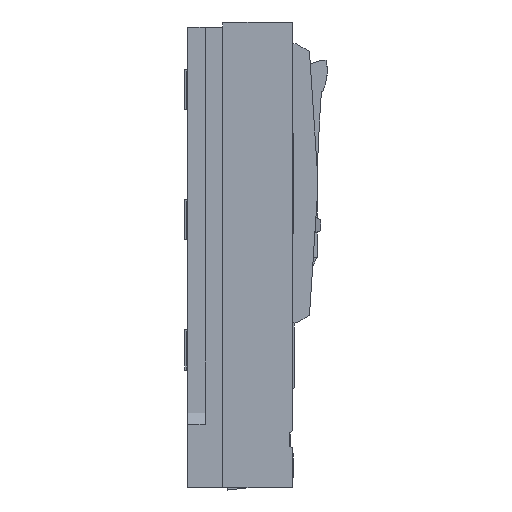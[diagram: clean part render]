
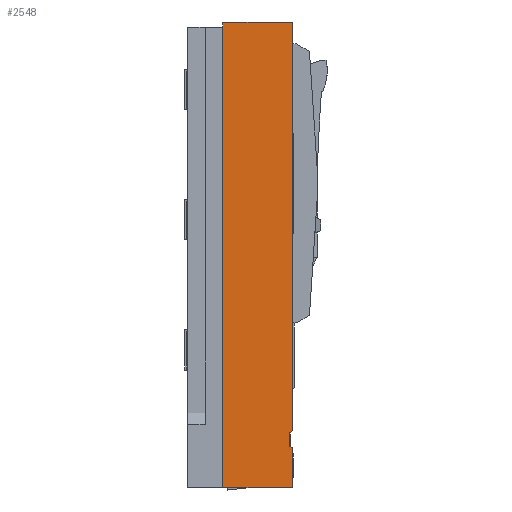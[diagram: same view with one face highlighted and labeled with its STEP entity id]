
A CAD part, left-side view. The second image highlights one B-rep face of the part: STEP entity #2548.
In plain terms, the highlighted planar face has unit normal (-1, 0, 0).
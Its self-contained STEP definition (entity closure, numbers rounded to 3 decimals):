
#2548=ADVANCED_FACE('802874_L03_Leistendeckel D-SL10/3x3',(#3821),#3272,
 .F.);
#3272=PLANE('',#16055);
#3821=FACE_OUTER_BOUND('',#4488,.T.);
#4488=EDGE_LOOP('',(#5516,#5517,#5518,#5519,#5520,#5521,#5522,#5523,#5524));
#5516=ORIENTED_EDGE('',*,*,#11052,.F.);
#5517=ORIENTED_EDGE('',*,*,#11049,.T.);
#5518=ORIENTED_EDGE('',*,*,#11046,.T.);
#5519=ORIENTED_EDGE('',*,*,#11043,.T.);
#5520=ORIENTED_EDGE('',*,*,#11039,.F.);
#5521=ORIENTED_EDGE('',*,*,#11033,.T.);
#5522=ORIENTED_EDGE('',*,*,#11031,.F.);
#5523=ORIENTED_EDGE('',*,*,#10951,.T.);
#5524=ORIENTED_EDGE('',*,*,#11053,.F.);
#9538=VERTEX_POINT('',#20725);
#9540=VERTEX_POINT('',#20728);
#9605=VERTEX_POINT('',#20888);
#9606=VERTEX_POINT('',#20892);
#9609=VERTEX_POINT('',#20902);
#9612=VERTEX_POINT('',#20910);
#9614=VERTEX_POINT('',#20916);
#9616=VERTEX_POINT('',#20922);
#9617=VERTEX_POINT('',#20927);
#10951=EDGE_CURVE('',#9540,#9538,#13047,.T.);
#11031=EDGE_CURVE('',#9540,#9605,#13125,.T.);
#11033=EDGE_CURVE('',#9606,#9605,#13127,.T.);
#11039=EDGE_CURVE('',#9606,#9609,#13133,.T.);
#11043=EDGE_CURVE('',#9612,#9609,#13137,.T.);
#11046=EDGE_CURVE('',#9614,#9612,#13140,.T.);
#11049=EDGE_CURVE('',#9616,#9614,#13143,.T.);
#11052=EDGE_CURVE('',#9616,#9617,#13146,.T.);
#11053=EDGE_CURVE('',#9617,#9538,#13147,.T.);
#13047=LINE('',#20727,#14563);
#13125=LINE('',#20887,#14641);
#13127=LINE('',#20891,#14643);
#13133=LINE('',#20901,#14649);
#13137=LINE('',#20909,#14653);
#13140=LINE('',#20915,#14656);
#13143=LINE('',#20921,#14659);
#13146=LINE('',#20926,#14662);
#13147=LINE('',#20928,#14663);
#14563=VECTOR('',#17134,1.);
#14641=VECTOR('',#17246,1.);
#14643=VECTOR('',#17250,1.);
#14649=VECTOR('',#17258,1.);
#14653=VECTOR('',#17264,1.);
#14656=VECTOR('',#17269,1.);
#14659=VECTOR('',#17274,1.);
#14662=VECTOR('',#17279,1.);
#14663=VECTOR('',#17280,1.);
#16055=AXIS2_PLACEMENT_3D('',#20929,#17281,#17282);
#17134=DIRECTION('',(0.,0.,-1.));
#17246=DIRECTION('',(0.,-1.,0.004));
#17250=DIRECTION('',(0.,0.,1.));
#17258=DIRECTION('',(0.,0.891,-0.455));
#17264=DIRECTION('',(0.,0.,1.));
#17269=DIRECTION('',(0.,0.811,0.585));
#17274=DIRECTION('',(0.,0.,1.));
#17279=DIRECTION('',(0.,1.,0.));
#17280=DIRECTION('',(0.,0.,1.));
#17281=DIRECTION('',(1.,0.,0.));
#17282=DIRECTION('',(0.,-1.,0.));
#20725=CARTESIAN_POINT('',(-49.5,-54.,277.5));
#20727=CARTESIAN_POINT('',(-49.5,-54.,-49.686));
#20728=CARTESIAN_POINT('',(-49.5,-54.,284.587));
#20887=CARTESIAN_POINT('',(-49.5,-103.816,284.791));
#20888=CARTESIAN_POINT('',(-49.5,-152.905,284.991));
#20891=CARTESIAN_POINT('',(-49.5,-152.905,-0.024));
#20892=CARTESIAN_POINT('',(-49.5,-152.905,-295.946));
#20901=CARTESIAN_POINT('',(-49.5,-151.155,-296.839));
#20902=CARTESIAN_POINT('',(-49.5,-149.405,-297.732));
#20909=CARTESIAN_POINT('',(-49.5,-149.405,-307.905));
#20910=CARTESIAN_POINT('',(-49.5,-149.405,-318.078));
#20915=CARTESIAN_POINT('',(-49.5,-151.155,-319.34));
#20916=CARTESIAN_POINT('',(-49.5,-152.905,-320.602));
#20921=CARTESIAN_POINT('',(-49.5,-152.905,-346.188));
#20922=CARTESIAN_POINT('',(-49.5,-152.905,-377.));
#20926=CARTESIAN_POINT('',(-49.5,-101.953,-377.));
#20927=CARTESIAN_POINT('',(-49.5,-54.,-377.));
#20928=CARTESIAN_POINT('',(-49.5,-54.,-0.024));
#20929=CARTESIAN_POINT('',(-49.5,-3.912,-0.024));
